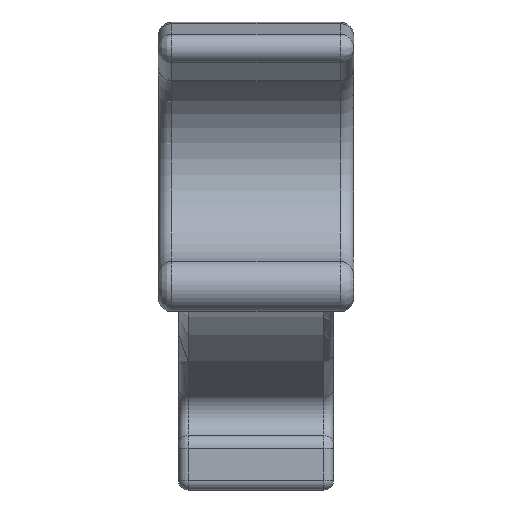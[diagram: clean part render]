
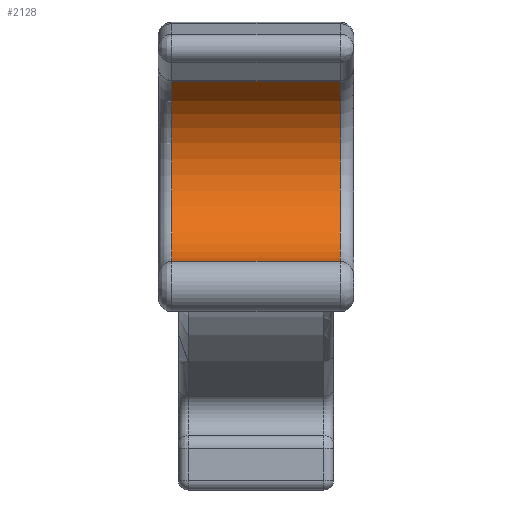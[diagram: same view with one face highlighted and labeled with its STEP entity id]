
A CAD part, left-side view. The second image highlights one B-rep face of the part: STEP entity #2128.
In plain terms, the highlighted cylindrical face has radius 4.84 mm (diameter 9.68 mm), a partial arc.
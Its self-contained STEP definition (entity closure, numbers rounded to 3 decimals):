
#258=FACE_OUTER_BOUND('',#408,.T.);
#408=EDGE_LOOP('',(#1909,#1910,#1911,#1912));
#480=LINE('',#3904,#579);
#512=LINE('',#4217,#611);
#579=VECTOR('',#2996,10.);
#611=VECTOR('',#3204,10.);
#762=CIRCLE('',#2381,4.84);
#801=CIRCLE('',#2448,4.84);
#948=VERTEX_POINT('',#3880);
#951=VERTEX_POINT('',#3902);
#956=VERTEX_POINT('',#3965);
#983=VERTEX_POINT('',#4151);
#1216=EDGE_CURVE('',#951,#948,#480,.T.);
#1224=EDGE_CURVE('',#948,#956,#762,.T.);
#1288=EDGE_CURVE('',#983,#951,#801,.T.);
#1304=EDGE_CURVE('',#956,#983,#512,.T.);
#1909=ORIENTED_EDGE('',*,*,#1216,.F.);
#1910=ORIENTED_EDGE('',*,*,#1288,.F.);
#1911=ORIENTED_EDGE('',*,*,#1304,.F.);
#1912=ORIENTED_EDGE('',*,*,#1224,.F.);
#1993=CYLINDRICAL_SURFACE('',#2465,4.84);
#2128=ADVANCED_FACE('',(#258),#1993,.F.);
#2381=AXIS2_PLACEMENT_3D('',#3966,#3009,#3010);
#2448=AXIS2_PLACEMENT_3D('',#4158,#3164,#3165);
#2465=AXIS2_PLACEMENT_3D('',#4218,#3205,#3206);
#2996=DIRECTION('',(0.,-1.,0.));
#3009=DIRECTION('center_axis',(0.,1.,0.));
#3010=DIRECTION('ref_axis',(0.961,0.,0.277));
#3164=DIRECTION('center_axis',(0.,-1.,0.));
#3165=DIRECTION('ref_axis',(0.961,0.,0.277));
#3204=DIRECTION('',(0.,1.,0.));
#3205=DIRECTION('center_axis',(0.,1.,0.));
#3206=DIRECTION('ref_axis',(0.966,0.,0.258));
#3880=CARTESIAN_POINT('',(-31.886,-4.3,20.958));
#3902=CARTESIAN_POINT('',(-31.886,4.3,20.958));
#3904=CARTESIAN_POINT('',(-31.886,0.,20.958));
#3965=CARTESIAN_POINT('',(-29.416,-4.3,11.695));
#3966=CARTESIAN_POINT('Origin',(-30.,-4.3,16.5));
#4151=CARTESIAN_POINT('',(-29.416,4.3,11.695));
#4158=CARTESIAN_POINT('Origin',(-30.,4.3,16.5));
#4217=CARTESIAN_POINT('',(-29.416,0.,11.695));
#4218=CARTESIAN_POINT('Origin',(-30.,0.,16.5));
